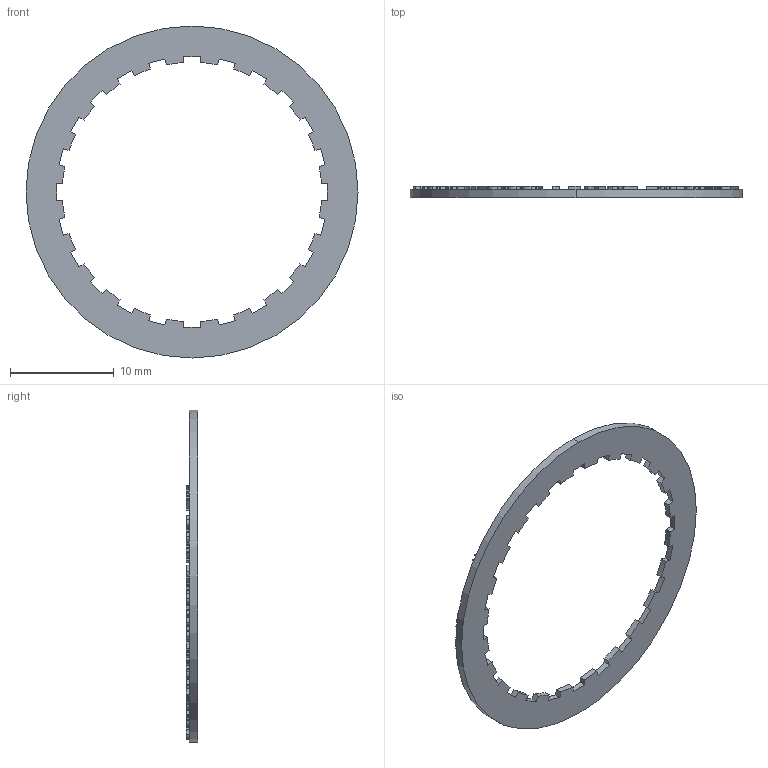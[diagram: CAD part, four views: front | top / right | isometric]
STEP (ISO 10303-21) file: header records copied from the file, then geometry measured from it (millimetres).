
FILE_DESCRIPTION (( 'STEP AP203' ), '1' );
FILE_NAME ('FixRingV1_0_0_SAK.STEP', '2020-03-23T03:53:35', ( '' ), ( '' ), 'SwSTEP 2.0', 'SolidWorks 2019', '' );
FILE_SCHEMA (( 'CONFIG_CONTROL_DESIGN' ));
Length unit declared in the file: millimetre
Products named in the file (2): FixRingV1_0_0_SAK
Bounding box: 32 x 1.1 x 32 mm (x, y, z)
Volume: 227.3 mm3; surface area: 814.7 mm2
Topology: 1 solids, 1 shells, 633 faces, 1719 edges, 1144 vertices
Faces by surface type: plane 415, bspline 190, cylinder 26, cone 2
Entity records: 28475 total; most frequent: CARTESIAN_POINT 13579, ORIENTED_EDGE 3438, DIRECTION 2290, EDGE_CURVE 1719, VECTOR 1276, LINE 1276, VERTEX_POINT 1144, EDGE_LOOP 691
